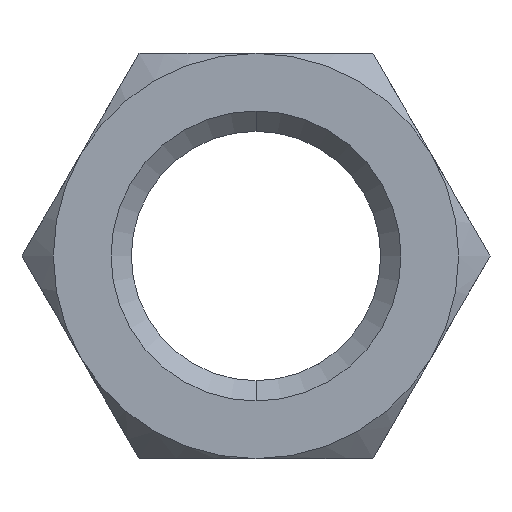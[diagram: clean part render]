
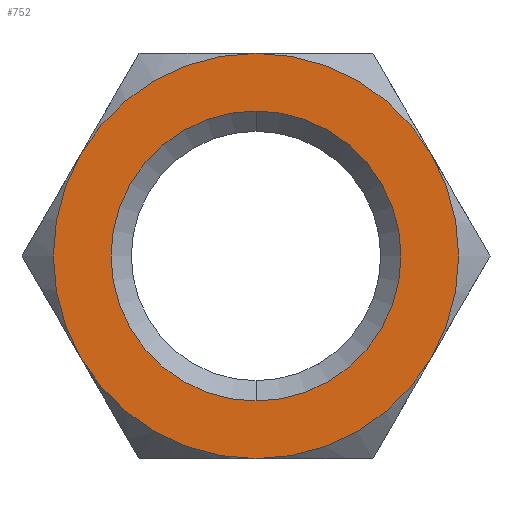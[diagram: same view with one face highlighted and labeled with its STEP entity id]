
A CAD part, front view. The second image highlights one B-rep face of the part: STEP entity #752.
In plain terms, the highlighted planar face has unit normal (0, -1, 0).
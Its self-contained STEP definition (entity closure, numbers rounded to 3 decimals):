
#9 = DIRECTION ( 'NONE',  ( 0., -1., 0. ) ) ;
#24 = VERTEX_POINT ( 'NONE', #776 ) ;
#33 = CIRCLE ( 'NONE', #568, 4.65 ) ;
#35 = CARTESIAN_POINT ( 'NONE',  ( 0., 0., 0. ) ) ;
#55 = ORIENTED_EDGE ( 'NONE', *, *, #572, .T. ) ;
#61 = CARTESIAN_POINT ( 'NONE',  ( 0., 0., -6.5 ) ) ;
#63 = AXIS2_PLACEMENT_3D ( 'NONE', #370, #367, #438 ) ;
#67 = CARTESIAN_POINT ( 'NONE',  ( -5.629, 0., -3.25 ) ) ;
#77 = CIRCLE ( 'NONE', #428, 6.5 ) ;
#82 = VERTEX_POINT ( 'NONE', #67 ) ;
#83 = VERTEX_POINT ( 'NONE', #194 ) ;
#93 = EDGE_LOOP ( 'NONE', ( #55, #235, #758, #323, #566, #829 ) ) ;
#118 = DIRECTION ( 'NONE',  ( 0., 0., -1. ) ) ;
#159 = CIRCLE ( 'NONE', #369, 6.5 ) ;
#162 = VERTEX_POINT ( 'NONE', #670 ) ;
#194 = CARTESIAN_POINT ( 'NONE',  ( -5.629, 0., 3.25 ) ) ;
#209 = DIRECTION ( 'NONE',  ( 0., -1., 0. ) ) ;
#215 = EDGE_CURVE ( 'NONE', #756, #418, #778, .T. ) ;
#226 = DIRECTION ( 'NONE',  ( 0., 0., 1. ) ) ;
#229 = PLANE ( 'NONE',  #491 ) ;
#235 = ORIENTED_EDGE ( 'NONE', *, *, #532, .T. ) ;
#237 = ORIENTED_EDGE ( 'NONE', *, *, #345, .T. ) ;
#255 = CARTESIAN_POINT ( 'NONE',  ( 0., 0., 0. ) ) ;
#266 = DIRECTION ( 'NONE',  ( 0., 0., -1. ) ) ;
#323 = ORIENTED_EDGE ( 'NONE', *, *, #546, .T. ) ;
#342 = CIRCLE ( 'NONE', #561, 6.5 ) ;
#345 = EDGE_CURVE ( 'NONE', #24, #162, #792, .T. ) ;
#354 = CARTESIAN_POINT ( 'NONE',  ( 5.629, 0., -3.25 ) ) ;
#356 = CARTESIAN_POINT ( 'NONE',  ( 0., 0., 0. ) ) ;
#367 = DIRECTION ( 'NONE',  ( 0., 1., 0. ) ) ;
#368 = DIRECTION ( 'NONE',  ( 0., 0., -1. ) ) ;
#369 = AXIS2_PLACEMENT_3D ( 'NONE', #600, #795, #730 ) ;
#370 = CARTESIAN_POINT ( 'NONE',  ( 0., 0., 0. ) ) ;
#375 = CARTESIAN_POINT ( 'NONE',  ( 5.629, 0., 3.25 ) ) ;
#378 = AXIS2_PLACEMENT_3D ( 'NONE', #255, #659, #266 ) ;
#382 = EDGE_LOOP ( 'NONE', ( #237, #503 ) ) ;
#418 = VERTEX_POINT ( 'NONE', #375 ) ;
#421 = AXIS2_PLACEMENT_3D ( 'NONE', #610, #209, #802 ) ;
#425 = FACE_OUTER_BOUND ( 'NONE', #93, .T. ) ;
#428 = AXIS2_PLACEMENT_3D ( 'NONE', #35, #506, #368 ) ;
#438 = DIRECTION ( 'NONE',  ( 0., 0., 1. ) ) ;
#447 = CARTESIAN_POINT ( 'NONE',  ( 0., 0., 0. ) ) ;
#473 = AXIS2_PLACEMENT_3D ( 'NONE', #447, #653, #118 ) ;
#480 = DIRECTION ( 'NONE',  ( 0., 0., 1. ) ) ;
#491 = AXIS2_PLACEMENT_3D ( 'NONE', #356, #499, #226 ) ;
#499 = DIRECTION ( 'NONE',  ( 0., 1., 0. ) ) ;
#503 = ORIENTED_EDGE ( 'NONE', *, *, #702, .T. ) ;
#506 = DIRECTION ( 'NONE',  ( 0., -1., 0. ) ) ;
#511 = CIRCLE ( 'NONE', #473, 6.5 ) ;
#532 = EDGE_CURVE ( 'NONE', #772, #83, #511, .T. ) ;
#544 = VERTEX_POINT ( 'NONE', #61 ) ;
#546 = EDGE_CURVE ( 'NONE', #82, #544, #722, .T. ) ;
#549 = FACE_BOUND ( 'NONE', #382, .T. ) ;
#561 = AXIS2_PLACEMENT_3D ( 'NONE', #727, #9, #786 ) ;
#566 = ORIENTED_EDGE ( 'NONE', *, *, #769, .T. ) ;
#568 = AXIS2_PLACEMENT_3D ( 'NONE', #803, #609, #480 ) ;
#572 = EDGE_CURVE ( 'NONE', #418, #772, #342, .T. ) ;
#600 = CARTESIAN_POINT ( 'NONE',  ( 0., 0., 0. ) ) ;
#609 = DIRECTION ( 'NONE',  ( 0., 1., 0. ) ) ;
#610 = CARTESIAN_POINT ( 'NONE',  ( 0., 0., 0. ) ) ;
#616 = EDGE_CURVE ( 'NONE', #83, #82, #159, .T. ) ;
#623 = CARTESIAN_POINT ( 'NONE',  ( 0., 0., 6.5 ) ) ;
#653 = DIRECTION ( 'NONE',  ( 0., -1., 0. ) ) ;
#659 = DIRECTION ( 'NONE',  ( 0., -1., 0. ) ) ;
#670 = CARTESIAN_POINT ( 'NONE',  ( 0., 0., 4.65 ) ) ;
#702 = EDGE_CURVE ( 'NONE', #162, #24, #33, .T. ) ;
#722 = CIRCLE ( 'NONE', #378, 6.5 ) ;
#727 = CARTESIAN_POINT ( 'NONE',  ( 0., 0., 0. ) ) ;
#730 = DIRECTION ( 'NONE',  ( 0., 0., -1. ) ) ;
#752 = ADVANCED_FACE ( 'NONE', ( #549, #425 ), #229, .F. ) ;
#756 = VERTEX_POINT ( 'NONE', #354 ) ;
#758 = ORIENTED_EDGE ( 'NONE', *, *, #616, .T. ) ;
#769 = EDGE_CURVE ( 'NONE', #544, #756, #77, .T. ) ;
#772 = VERTEX_POINT ( 'NONE', #623 ) ;
#776 = CARTESIAN_POINT ( 'NONE',  ( 0., 0., -4.65 ) ) ;
#778 = CIRCLE ( 'NONE', #421, 6.5 ) ;
#786 = DIRECTION ( 'NONE',  ( 0., 0., -1. ) ) ;
#792 = CIRCLE ( 'NONE', #63, 4.65 ) ;
#795 = DIRECTION ( 'NONE',  ( 0., -1., 0. ) ) ;
#802 = DIRECTION ( 'NONE',  ( 0., 0., -1. ) ) ;
#803 = CARTESIAN_POINT ( 'NONE',  ( 0., 0., 0. ) ) ;
#829 = ORIENTED_EDGE ( 'NONE', *, *, #215, .T. ) ;
